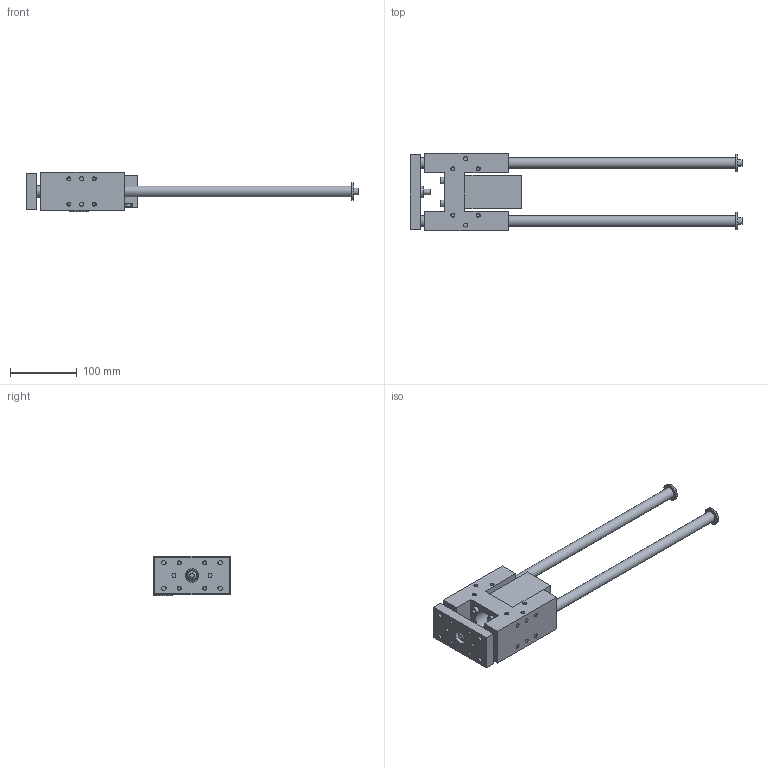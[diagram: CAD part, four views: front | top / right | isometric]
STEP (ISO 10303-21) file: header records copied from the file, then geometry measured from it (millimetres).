
FILE_DESCRIPTION( ( 'STEP AP214' ), '1' );
FILE_NAME( '3256284.step', '2006-07-07T08:38:56', ( ' ' ), ( ' ' ), 'XStep 1.0', ' ', ' ' );
FILE_SCHEMA( ( 'automotive_design' ) );
Length unit declared in the file: metre
Products named in the file (2): 1; 2
Bounding box: 496 x 115 x 59.5 mm (x, y, z)
Volume: 789769.5 mm3; surface area: 181045.3 mm2
Topology: 2 solids, 12 shells, 362 faces, 846 edges, 565 vertices
Faces by surface type: plane 187, cylinder 129, cone 45, sphere 1
Full cylindrical faces by diameter (mm): 3.242 x6, 4 x6, 4.134 x4, 4.5 x3, 4.918 x34, 6 x14, 6.2 x12, 6.5 x3, 6.6 x4, 7 x3, 8 x2, 10 x5, 10.5 x1, 11 x4, 16 x5, 17 x2, 20 x1, 24 x1, 26 x2, 28 x1
Entity records: 12340 total; most frequent: CARTESIAN_POINT 1987, DIRECTION 1583, ORIENTED_EDGE 1188, AXIS2_PLACEMENT_3D 639, EDGE_LOOP 621, EDGE_CURVE 594, VERTEX_POINT 493, FACE_OUTER_BOUND 476
